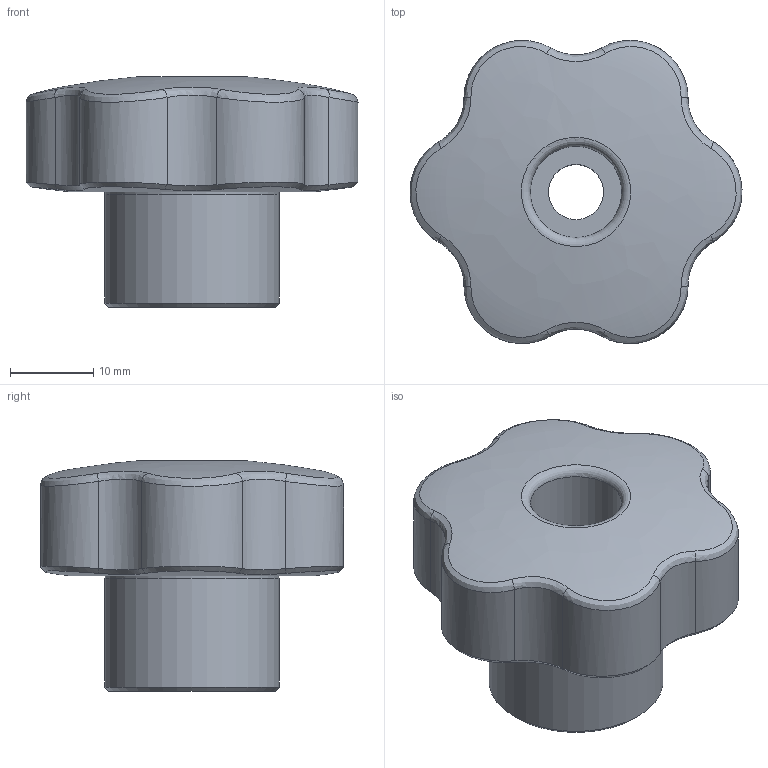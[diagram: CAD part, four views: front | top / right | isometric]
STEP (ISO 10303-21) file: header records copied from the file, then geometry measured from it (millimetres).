
FILE_DESCRIPTION( ( 'Unknown' ), '1' );
FILE_NAME( '6114030_VB40_FP_M08.stp', 'Unknown', ( 'Unknown' ), ( 'Unknown' ), 'PSStep 11.0', 'Unknown', ' ' );
FILE_SCHEMA( ( 'AUTOMOTIVE_DESIGN { 1 0 10303 214 1 1 1 1 }' ) );
Length unit declared in the file: millimetre
Products named in the file (1): 6114030
Bounding box: 39.99 x 36.51 x 27.75 mm (x, y, z)
Volume: 15631.6 mm3; surface area: 6305.2 mm2
Topology: 1 solids, 1 shells, 84 faces, 206 edges, 124 vertices
Faces by surface type: cylinder 27, bspline 25, plane 20, torus 8, cone 3, revolution 1
Full cylindrical faces by diameter (mm): 6.647 x1, 11 x1, 21 x1
Entity records: 7490 total; most frequent: CARTESIAN_POINT 5123, ORIENTED_EDGE 380, DIRECTION 283, EDGE_CURVE 190, VERTEX_POINT 118, AXIS2_PLACEMENT_3D 117, EDGE_LOOP 96, FACE_OUTER_BOUND 90
